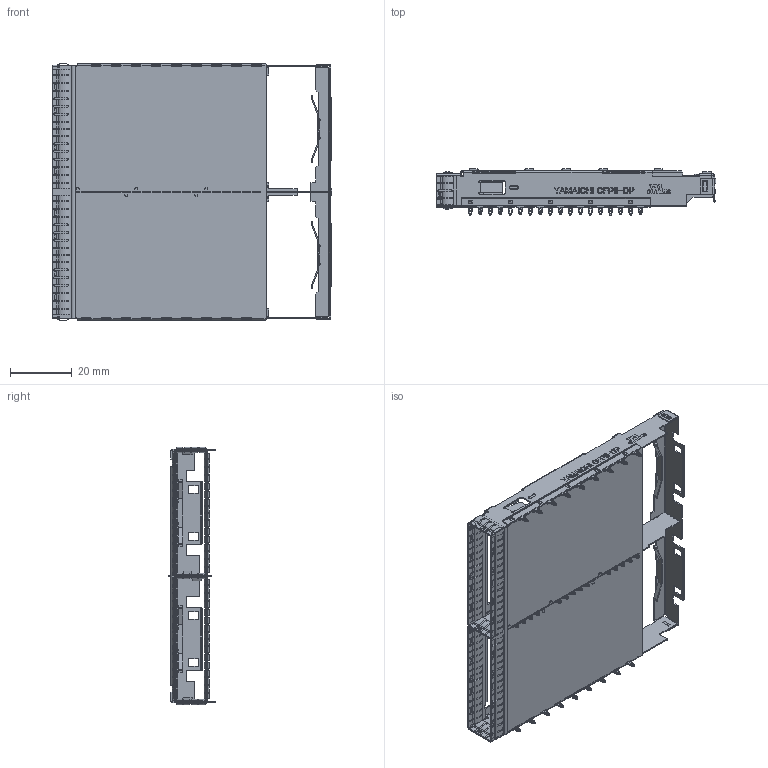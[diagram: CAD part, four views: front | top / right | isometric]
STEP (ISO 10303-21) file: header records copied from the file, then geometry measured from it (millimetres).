
FILE_DESCRIPTION (( 'STEP AP214' ), '1' );
FILE_NAME ('05-00378--A117497-001.STEP', '2020-09-29T18:11:49', ( '' ), ( '' ), 'SwSTEP 2.0', 'SolidWorks 2018', '' );
FILE_SCHEMA (( 'AUTOMOTIVE_DESIGN' ));
Length unit declared in the file: millimetre
Products named in the file (2): 05-00378--A117497-001
Bounding box: 90.78 x 15.05 x 83.6 mm (x, y, z)
Volume: 3632.5 mm3; surface area: 27500.7 mm2
Topology: 14 solids, 14 shells, 6007 faces, 16134 edges, 9890 vertices
Faces by surface type: plane 2879, cylinder 2191, bspline 624, torus 305, cone 8
Entity records: 282948 total; most frequent: CARTESIAN_POINT 68159, ORIENTED_EDGE 32124, DIRECTION 30256, EDGE_CURVE 16062, AXIS2_PLACEMENT_3D 10681, VERTEX_POINT 9890, LINE 8894, VECTOR 8894
